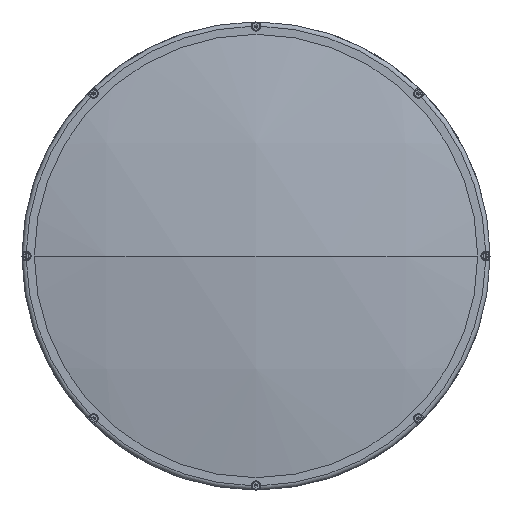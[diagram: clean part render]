
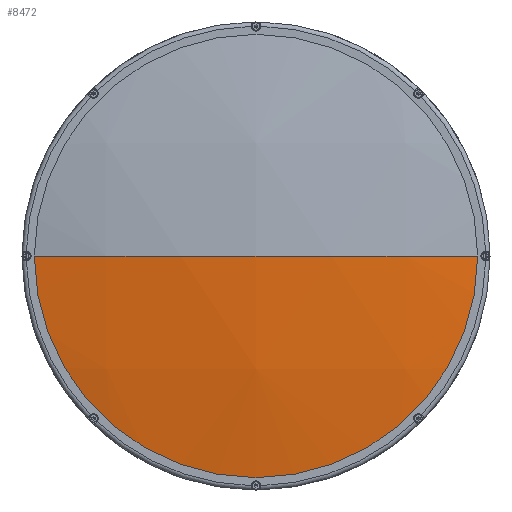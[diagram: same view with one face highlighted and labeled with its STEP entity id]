
A CAD part, left-side view. The second image highlights one B-rep face of the part: STEP entity #8472.
In plain terms, the highlighted spherical face has radius 786 mm.
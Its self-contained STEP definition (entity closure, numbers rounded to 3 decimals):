
#599 = ORIENTED_EDGE ( 'NONE', *, *, #1934, .F. ) ;
#1010 = DIRECTION ( 'NONE',  ( 0., 1., 0. ) ) ;
#1755 = CIRCLE ( 'NONE', #8298, 786. ) ;
#1934 = EDGE_CURVE ( 'NONE', #3097, #4705, #1755, .T. ) ;
#2244 = CARTESIAN_POINT ( 'NONE',  ( -703.698, -154.5, 0. ) ) ;
#2403 = CARTESIAN_POINT ( 'NONE',  ( 66.968, 0., 0. ) ) ;
#3097 = VERTEX_POINT ( 'NONE', #3505 ) ;
#3220 = DIRECTION ( 'NONE',  ( 0., 0., 1. ) ) ;
#3505 = CARTESIAN_POINT ( 'NONE',  ( -703.698, 154.5, 0. ) ) ;
#4266 = CIRCLE ( 'NONE', #16791, 786. ) ;
#4705 = VERTEX_POINT ( 'NONE', #9770 ) ;
#6330 = AXIS2_PLACEMENT_3D ( 'NONE', #7050, #16747, #8430 ) ;
#6646 = AXIS2_PLACEMENT_3D ( 'NONE', #2403, #9364, #1010 ) ;
#7050 = CARTESIAN_POINT ( 'NONE',  ( -703.698, 0., 0. ) ) ;
#7188 = ORIENTED_EDGE ( 'NONE', *, *, #8639, .T. ) ;
#7402 = SPHERICAL_SURFACE ( 'NONE', #6646, 786. ) ;
#8150 = CARTESIAN_POINT ( 'NONE',  ( 66.968, 0., 0. ) ) ;
#8298 = AXIS2_PLACEMENT_3D ( 'NONE', #11499, #3220, #12888 ) ;
#8430 = DIRECTION ( 'NONE',  ( 0., 0., 1. ) ) ;
#8472 = ADVANCED_FACE ( 'NONE', ( #15601 ), #7402, .T. ) ;
#8639 = EDGE_CURVE ( 'NONE', #3097, #15620, #9558, .T. ) ;
#9364 = DIRECTION ( 'NONE',  ( 0., 0., -1. ) ) ;
#9558 = CIRCLE ( 'NONE', #6330, 154.5 ) ;
#9565 = DIRECTION ( 'NONE',  ( 0., 1., 0. ) ) ;
#9770 = CARTESIAN_POINT ( 'NONE',  ( -719.032, 0., 0. ) ) ;
#11499 = CARTESIAN_POINT ( 'NONE',  ( 66.968, 0., 0. ) ) ;
#11541 = EDGE_CURVE ( 'NONE', #15620, #4705, #4266, .T. ) ;
#12888 = DIRECTION ( 'NONE',  ( 0., -1., 0. ) ) ;
#13197 = ORIENTED_EDGE ( 'NONE', *, *, #11541, .T. ) ;
#15601 = FACE_OUTER_BOUND ( 'NONE', #17751, .T. ) ;
#15620 = VERTEX_POINT ( 'NONE', #2244 ) ;
#16747 = DIRECTION ( 'NONE',  ( -1., 0., 0. ) ) ;
#16791 = AXIS2_PLACEMENT_3D ( 'NONE', #8150, #17832, #9565 ) ;
#17751 = EDGE_LOOP ( 'NONE', ( #7188, #13197, #599 ) ) ;
#17832 = DIRECTION ( 'NONE',  ( 0., 0., -1. ) ) ;
